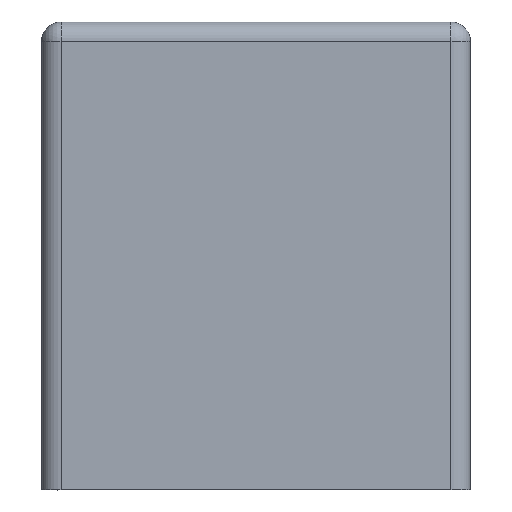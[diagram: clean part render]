
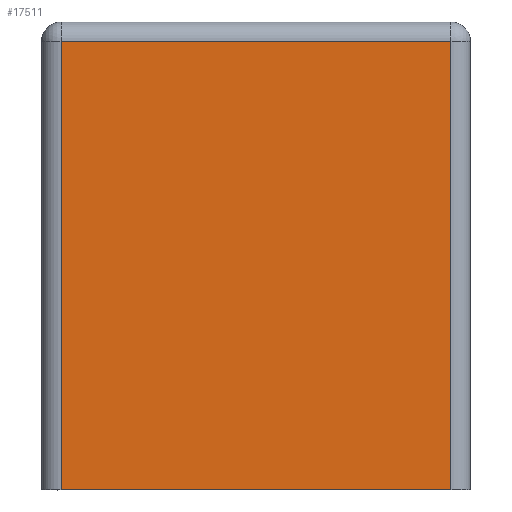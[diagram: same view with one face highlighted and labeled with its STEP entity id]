
A CAD part, left-side view. The second image highlights one B-rep face of the part: STEP entity #17511.
In plain terms, the highlighted planar face has unit normal (-1, 0, 0).
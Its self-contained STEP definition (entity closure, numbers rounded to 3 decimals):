
#6046 = PLANE('',#6047);
#6047 = AXIS2_PLACEMENT_3D('',#6048,#6049,#6050);
#6048 = CARTESIAN_POINT('',(0.,27.5,0.));
#6049 = DIRECTION('',(0.,0.,1.));
#6050 = DIRECTION('',(1.,0.,0.));
#16289 = EDGE_CURVE('',#16290,#16292,#16294,.T.);
#16290 = VERTEX_POINT('',#16291);
#16291 = CARTESIAN_POINT('',(0.,25.,
    0.));
#16292 = VERTEX_POINT('',#16293);
#16293 = CARTESIAN_POINT('',(0.,-25.,
    0.));
#16294 = SURFACE_CURVE('',#16295,(#16299,#16306),.PCURVE_S1.);
#16295 = LINE('',#16296,#16297);
#16296 = CARTESIAN_POINT('',(0.,27.5,0.));
#16297 = VECTOR('',#16298,1.);
#16298 = DIRECTION('',(0.,-1.,0.));
#16299 = PCURVE('',#6046,#16300);
#16300 = DEFINITIONAL_REPRESENTATION('',(#16301),#16305);
#16301 = LINE('',#16302,#16303);
#16302 = CARTESIAN_POINT('',(0.,0.));
#16303 = VECTOR('',#16304,1.);
#16304 = DIRECTION('',(0.,-1.));
#16305 = ( GEOMETRIC_REPRESENTATION_CONTEXT(2) 
PARAMETRIC_REPRESENTATION_CONTEXT() REPRESENTATION_CONTEXT('2D SPACE',''
  ) );
#16306 = PCURVE('',#16307,#16312);
#16307 = PLANE('',#16308);
#16308 = AXIS2_PLACEMENT_3D('',#16309,#16310,#16311);
#16309 = CARTESIAN_POINT('',(0.,27.5,60.));
#16310 = DIRECTION('',(1.,0.,0.));
#16311 = DIRECTION('',(0.,0.,-1.));
#16312 = DEFINITIONAL_REPRESENTATION('',(#16313),#16317);
#16313 = LINE('',#16314,#16315);
#16314 = CARTESIAN_POINT('',(60.,0.));
#16315 = VECTOR('',#16316,1.);
#16316 = DIRECTION('',(0.,-1.));
#16317 = ( GEOMETRIC_REPRESENTATION_CONTEXT(2) 
PARAMETRIC_REPRESENTATION_CONTEXT() REPRESENTATION_CONTEXT('2D SPACE',''
  ) );
#16336 = CYLINDRICAL_SURFACE('',#16337,2.5);
#16337 = AXIS2_PLACEMENT_3D('',#16338,#16339,#16340);
#16338 = CARTESIAN_POINT('',(2.5,-25.,60.));
#16339 = DIRECTION('',(0.,0.,-1.));
#16340 = DIRECTION('',(-1.,0.,0.));
#16414 = CYLINDRICAL_SURFACE('',#16415,2.5);
#16415 = AXIS2_PLACEMENT_3D('',#16416,#16417,#16418);
#16416 = CARTESIAN_POINT('',(2.5,25.,60.));
#16417 = DIRECTION('',(0.,0.,-1.));
#16418 = DIRECTION('',(-1.,0.,0.));
#17511 = ADVANCED_FACE('',(#17512),#16307,.F.);
#17512 = FACE_BOUND('',#17513,.F.);
#17513 = EDGE_LOOP('',(#17514,#17515,#17538,#17566));
#17514 = ORIENTED_EDGE('',*,*,#16289,.F.);
#17515 = ORIENTED_EDGE('',*,*,#17516,.F.);
#17516 = EDGE_CURVE('',#17517,#16290,#17519,.T.);
#17517 = VERTEX_POINT('',#17518);
#17518 = CARTESIAN_POINT('',(0.,25.,57.5));
#17519 = SURFACE_CURVE('',#17520,(#17524,#17531),.PCURVE_S1.);
#17520 = LINE('',#17521,#17522);
#17521 = CARTESIAN_POINT('',(0.,25.,60.));
#17522 = VECTOR('',#17523,1.);
#17523 = DIRECTION('',(0.,0.,-1.));
#17524 = PCURVE('',#16307,#17525);
#17525 = DEFINITIONAL_REPRESENTATION('',(#17526),#17530);
#17526 = LINE('',#17527,#17528);
#17527 = CARTESIAN_POINT('',(0.,-2.5));
#17528 = VECTOR('',#17529,1.);
#17529 = DIRECTION('',(1.,0.));
#17530 = ( GEOMETRIC_REPRESENTATION_CONTEXT(2) 
PARAMETRIC_REPRESENTATION_CONTEXT() REPRESENTATION_CONTEXT('2D SPACE',''
  ) );
#17531 = PCURVE('',#16414,#17532);
#17532 = DEFINITIONAL_REPRESENTATION('',(#17533),#17537);
#17533 = LINE('',#17534,#17535);
#17534 = CARTESIAN_POINT('',(0.,0.));
#17535 = VECTOR('',#17536,1.);
#17536 = DIRECTION('',(0.,1.));
#17537 = ( GEOMETRIC_REPRESENTATION_CONTEXT(2) 
PARAMETRIC_REPRESENTATION_CONTEXT() REPRESENTATION_CONTEXT('2D SPACE',''
  ) );
#17538 = ORIENTED_EDGE('',*,*,#17539,.T.);
#17539 = EDGE_CURVE('',#17517,#17540,#17542,.T.);
#17540 = VERTEX_POINT('',#17541);
#17541 = CARTESIAN_POINT('',(0.,-25.,57.5));
#17542 = SURFACE_CURVE('',#17543,(#17547,#17554),.PCURVE_S1.);
#17543 = LINE('',#17544,#17545);
#17544 = CARTESIAN_POINT('',(0.,27.5,57.5));
#17545 = VECTOR('',#17546,1.);
#17546 = DIRECTION('',(0.,-1.,0.));
#17547 = PCURVE('',#16307,#17548);
#17548 = DEFINITIONAL_REPRESENTATION('',(#17549),#17553);
#17549 = LINE('',#17550,#17551);
#17550 = CARTESIAN_POINT('',(2.5,0.));
#17551 = VECTOR('',#17552,1.);
#17552 = DIRECTION('',(0.,-1.));
#17553 = ( GEOMETRIC_REPRESENTATION_CONTEXT(2) 
PARAMETRIC_REPRESENTATION_CONTEXT() REPRESENTATION_CONTEXT('2D SPACE',''
  ) );
#17554 = PCURVE('',#17555,#17560);
#17555 = CYLINDRICAL_SURFACE('',#17556,2.5);
#17556 = AXIS2_PLACEMENT_3D('',#17557,#17558,#17559);
#17557 = CARTESIAN_POINT('',(2.5,27.5,57.5));
#17558 = DIRECTION('',(0.,-1.,0.));
#17559 = DIRECTION('',(0.,0.,1.));
#17560 = DEFINITIONAL_REPRESENTATION('',(#17561),#17565);
#17561 = LINE('',#17562,#17563);
#17562 = CARTESIAN_POINT('',(1.571,0.));
#17563 = VECTOR('',#17564,1.);
#17564 = DIRECTION('',(0.,1.));
#17565 = ( GEOMETRIC_REPRESENTATION_CONTEXT(2) 
PARAMETRIC_REPRESENTATION_CONTEXT() REPRESENTATION_CONTEXT('2D SPACE',''
  ) );
#17566 = ORIENTED_EDGE('',*,*,#17567,.T.);
#17567 = EDGE_CURVE('',#17540,#16292,#17568,.T.);
#17568 = SURFACE_CURVE('',#17569,(#17573,#17580),.PCURVE_S1.);
#17569 = LINE('',#17570,#17571);
#17570 = CARTESIAN_POINT('',(0.,-25.,60.));
#17571 = VECTOR('',#17572,1.);
#17572 = DIRECTION('',(0.,0.,-1.));
#17573 = PCURVE('',#16307,#17574);
#17574 = DEFINITIONAL_REPRESENTATION('',(#17575),#17579);
#17575 = LINE('',#17576,#17577);
#17576 = CARTESIAN_POINT('',(0.,-52.5));
#17577 = VECTOR('',#17578,1.);
#17578 = DIRECTION('',(1.,0.));
#17579 = ( GEOMETRIC_REPRESENTATION_CONTEXT(2) 
PARAMETRIC_REPRESENTATION_CONTEXT() REPRESENTATION_CONTEXT('2D SPACE',''
  ) );
#17580 = PCURVE('',#16336,#17581);
#17581 = DEFINITIONAL_REPRESENTATION('',(#17582),#17586);
#17582 = LINE('',#17583,#17584);
#17583 = CARTESIAN_POINT('',(0.,0.));
#17584 = VECTOR('',#17585,1.);
#17585 = DIRECTION('',(0.,1.));
#17586 = ( GEOMETRIC_REPRESENTATION_CONTEXT(2) 
PARAMETRIC_REPRESENTATION_CONTEXT() REPRESENTATION_CONTEXT('2D SPACE',''
  ) );
